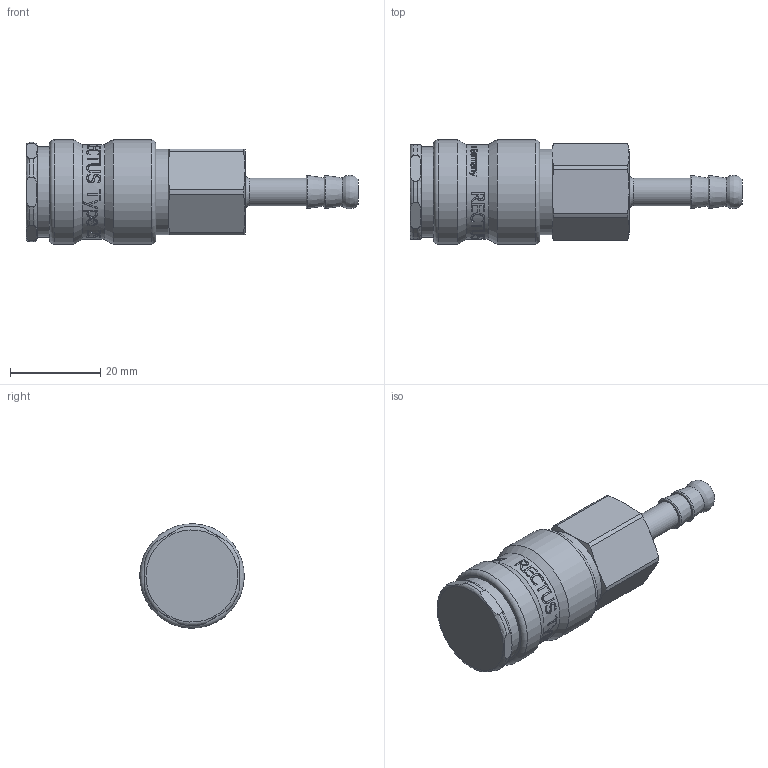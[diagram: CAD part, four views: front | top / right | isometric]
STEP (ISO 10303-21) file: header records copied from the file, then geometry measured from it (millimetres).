
FILE_DESCRIPTION((''),'2;1');
FILE_NAME('25kbtf06bpx.stp','2015-10-01T12:55:45',('IA176480'),(''),'Autodesk Inventor 2013','Autodesk Inventor 2013','');
FILE_SCHEMA(('AUTOMOTIVE_DESIGN { 1 0 10303 214 1 1 1 1 }'));
Length unit declared in the file: millimetre
Products named in the file (1): D114760
Bounding box: 73.5 x 23.14 x 23.14 mm (x, y, z)
Volume: 16661.3 mm3; surface area: 8122 mm2
Topology: 2 solids, 3 shells, 570 faces, 1509 edges, 998 vertices
Faces by surface type: bspline 249, plane 218, cylinder 73, cone 21, torus 9
Full cylindrical faces by diameter (mm): 6.1 x1, 14.432 x1, 15 x1, 15.1 x1, 15.3 x1, 15.6 x1, 16 x1, 17.25 x1, 18.95 x1, 19.35 x1, 20 x1, 20.05 x1, 21 x1, 23.15 x2
Entity records: 81196 total; most frequent: CARTESIAN_POINT 68645, ORIENTED_EDGE 2924, DIRECTION 1561, EDGE_CURVE 1462, VERTEX_POINT 991, B_SPLINE_CURVE_WITH_KNOTS 701, EDGE_LOOP 667, FACE_OUTER_BOUND 570
